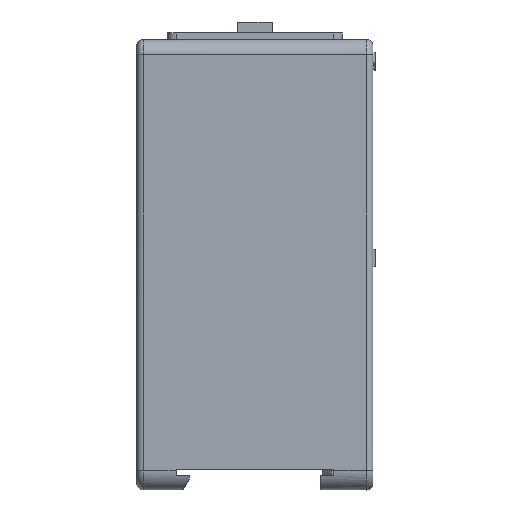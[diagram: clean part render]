
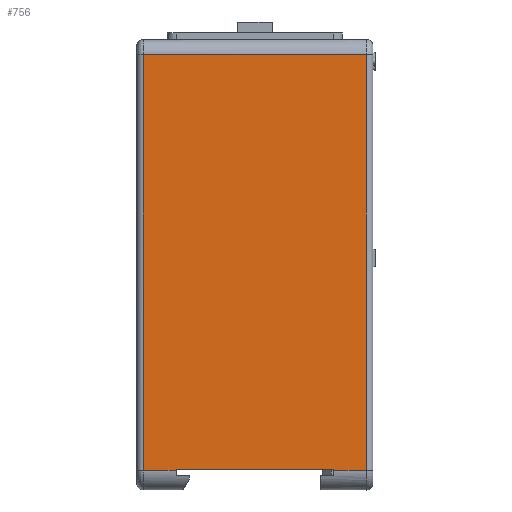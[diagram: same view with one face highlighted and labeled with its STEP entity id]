
A CAD part, left-side view. The second image highlights one B-rep face of the part: STEP entity #756.
In plain terms, the highlighted planar face has unit normal (-1, 0, 0).
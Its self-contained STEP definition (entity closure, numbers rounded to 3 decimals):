
#204=B_SPLINE_CURVE_WITH_KNOTS('',3,(#7236,#7237,#7238,#7239),
 .UNSPECIFIED.,.F.,.F.,(4,4),(0.,1.),.UNSPECIFIED.);
#225=B_SPLINE_CURVE_WITH_KNOTS('',3,(#7567,#7568,#7569,#7570),
 .UNSPECIFIED.,.F.,.F.,(4,4),(0.,1.),.UNSPECIFIED.);
#245=B_SPLINE_CURVE_WITH_KNOTS('',3,(#8030,#8031,#8032,#8033),
 .UNSPECIFIED.,.F.,.F.,(4,4),(0.,1.),.UNSPECIFIED.);
#505=FACE_OUTER_BOUND('',#1268,.T.);
#756=ADVANCED_FACE('',(#505),#964,.T.);
#964=PLANE('',#4990);
#1268=EDGE_LOOP('',(#1996,#1997,#1998,#1999,#2000,#2001,#2002,#2003,#2004,
#2005));
#1996=ORIENTED_EDGE('',*,*,#3512,.T.);
#1997=ORIENTED_EDGE('',*,*,#3513,.T.);
#1998=ORIENTED_EDGE('',*,*,#3514,.T.);
#1999=ORIENTED_EDGE('',*,*,#3515,.T.);
#2000=ORIENTED_EDGE('',*,*,#3516,.T.);
#2001=ORIENTED_EDGE('',*,*,#3413,.T.);
#2002=ORIENTED_EDGE('',*,*,#3450,.F.);
#2003=ORIENTED_EDGE('',*,*,#3403,.T.);
#2004=ORIENTED_EDGE('',*,*,#3517,.F.);
#2005=ORIENTED_EDGE('',*,*,#3518,.T.);
#2896=VERTEX_POINT('',#7240);
#2897=VERTEX_POINT('',#7241);
#2906=VERTEX_POINT('',#7314);
#2907=VERTEX_POINT('',#7316);
#2986=VERTEX_POINT('',#8021);
#2987=VERTEX_POINT('',#8022);
#2988=VERTEX_POINT('',#8024);
#2989=VERTEX_POINT('',#8026);
#2990=VERTEX_POINT('',#8028);
#2991=VERTEX_POINT('',#8034);
#3403=EDGE_CURVE('',#2896,#2897,#204,.T.);
#3413=EDGE_CURVE('',#2907,#2906,#4012,.T.);
#3450=EDGE_CURVE('',#2896,#2906,#225,.T.);
#3512=EDGE_CURVE('',#2986,#2987,#4059,.T.);
#3513=EDGE_CURVE('',#2987,#2988,#4060,.T.);
#3514=EDGE_CURVE('',#2988,#2989,#4061,.T.);
#3515=EDGE_CURVE('',#2989,#2990,#4062,.T.);
#3516=EDGE_CURVE('',#2990,#2907,#4063,.T.);
#3517=EDGE_CURVE('',#2991,#2897,#245,.T.);
#3518=EDGE_CURVE('',#2991,#2986,#4064,.T.);
#4012=LINE('',#7315,#4511);
#4059=LINE('',#8020,#4558);
#4060=LINE('',#8023,#4559);
#4061=LINE('',#8025,#4560);
#4062=LINE('',#8027,#4561);
#4063=LINE('',#8029,#4562);
#4064=LINE('',#8035,#4563);
#4511=VECTOR('',#5501,1.);
#4558=VECTOR('',#5588,1.);
#4559=VECTOR('',#5589,1.);
#4560=VECTOR('',#5590,1.);
#4561=VECTOR('',#5591,1.);
#4562=VECTOR('',#5592,1.);
#4563=VECTOR('',#5593,1.);
#4990=AXIS2_PLACEMENT_3D('',#8036,#5594,#5595);
#5501=DIRECTION('',(0.,-1.,0.));
#5588=DIRECTION('',(0.,0.,1.));
#5589=DIRECTION('',(0.,-1.,0.));
#5590=DIRECTION('',(0.,-1.,0.));
#5591=DIRECTION('',(0.,-1.,0.));
#5592=DIRECTION('',(0.,0.,-1.));
#5593=DIRECTION('',(0.,-1.,0.));
#5594=DIRECTION('',(-1.,0.,0.));
#5595=DIRECTION('',(0.,0.,1.));
#7236=CARTESIAN_POINT('',(0.,1.5,99.5));
#7237=CARTESIAN_POINT('',(0.,18.5,99.5));
#7238=CARTESIAN_POINT('',(0.,35.5,99.5));
#7239=CARTESIAN_POINT('',(0.,52.5,99.5));
#7240=CARTESIAN_POINT('',(0.,1.5,99.5));
#7241=CARTESIAN_POINT('',(0.,52.5,99.5));
#7314=CARTESIAN_POINT('',(0.,1.5,4.5));
#7315=CARTESIAN_POINT('',(0.,5.25,4.5));
#7316=CARTESIAN_POINT('',(0.,9.,4.5));
#7567=CARTESIAN_POINT('',(0.,1.5,99.5));
#7568=CARTESIAN_POINT('',(0.,1.5,67.833));
#7569=CARTESIAN_POINT('',(0.,1.5,36.167));
#7570=CARTESIAN_POINT('',(0.,1.5,4.5));
#8020=CARTESIAN_POINT('',(0.,45.,4.625));
#8021=CARTESIAN_POINT('',(0.,45.,4.5));
#8022=CARTESIAN_POINT('',(0.,45.,4.75));
#8023=CARTESIAN_POINT('',(0.,43.5,4.75));
#8024=CARTESIAN_POINT('',(0.,42.,4.75));
#8025=CARTESIAN_POINT('',(0.,27.,4.75));
#8026=CARTESIAN_POINT('',(0.,12.,4.75));
#8027=CARTESIAN_POINT('',(0.,10.5,4.75));
#8028=CARTESIAN_POINT('',(0.,9.,4.75));
#8029=CARTESIAN_POINT('',(0.,9.,4.625));
#8030=CARTESIAN_POINT('',(0.,52.5,4.5));
#8031=CARTESIAN_POINT('',(0.,52.5,36.167));
#8032=CARTESIAN_POINT('',(0.,52.5,67.833));
#8033=CARTESIAN_POINT('',(0.,52.5,99.5));
#8034=CARTESIAN_POINT('',(0.,52.5,4.5));
#8035=CARTESIAN_POINT('',(0.,48.75,4.5));
#8036=CARTESIAN_POINT('',(0.,1.5,4.5));
